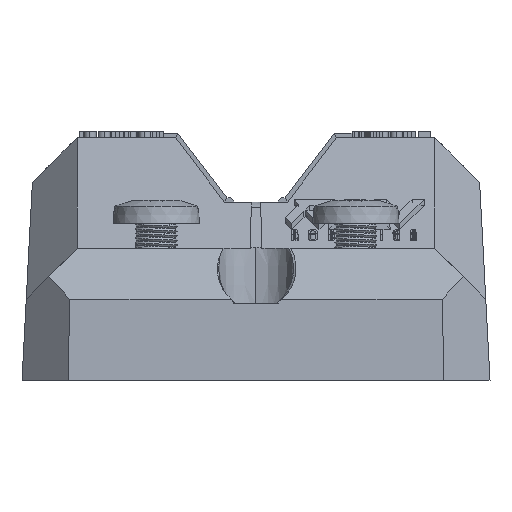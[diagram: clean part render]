
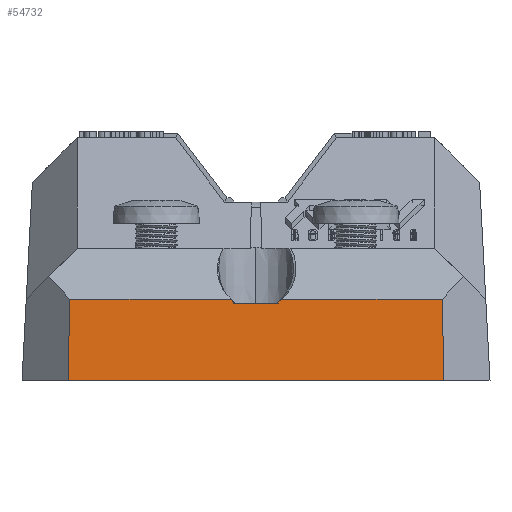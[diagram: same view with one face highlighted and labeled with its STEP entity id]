
A CAD part, left-side view. The second image highlights one B-rep face of the part: STEP entity #54732.
In plain terms, the highlighted face is planar.
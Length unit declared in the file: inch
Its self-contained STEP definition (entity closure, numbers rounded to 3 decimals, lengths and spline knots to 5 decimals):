
#673 = VERTEX_POINT ( 'NONE', #50338 ) ;
#1780 = B_SPLINE_CURVE_WITH_KNOTS ( 'NONE', 3,
 ( #21486, #5699, #26775, #63484 ),
 .UNSPECIFIED., .F., .F.,
 ( 4, 4 ),
 ( 0.00015, 0.00066 ),
 .UNSPECIFIED. ) ;
#1991 = VERTEX_POINT ( 'NONE', #2275 ) ;
#2275 = CARTESIAN_POINT ( 'NONE',  ( -0.60675, 0.13987, -1.78612 ) ) ;
#3533 = EDGE_CURVE ( 'NONE', #36270, #1991, #22400, .T. ) ;
#4735 = CARTESIAN_POINT ( 'NONE',  ( -0.7625, 0.13987, -1.78612 ) ) ;
#5699 = CARTESIAN_POINT ( 'NONE',  ( 0.07089, 0.1304, -1.78662 ) ) ;
#6435 = VERTEX_POINT ( 'NONE', #65079 ) ;
#8275 = VERTEX_POINT ( 'NONE', #36098 ) ;
#10012 = DIRECTION ( 'NONE',  ( 1., 0., 0. ) ) ;
#10179 = EDGE_CURVE ( 'NONE', #8275, #15542, #61395, .T. ) ;
#10773 = DIRECTION ( 'NONE',  ( 0., 0.052, -0.999 ) ) ;
#10990 = ORIENTED_EDGE ( 'NONE', *, *, #10179, .F. ) ;
#12105 = ORIENTED_EDGE ( 'NONE', *, *, #24769, .T. ) ;
#14833 = VECTOR ( 'NONE', #17743, 39.37008 ) ;
#14864 = ORIENTED_EDGE ( 'NONE', *, *, #3533, .T. ) ;
#15542 = VERTEX_POINT ( 'NONE', #66697 ) ;
#15741 = DIRECTION ( 'NONE',  ( 0.022, 0.998, 0.052 ) ) ;
#15968 = CARTESIAN_POINT ( 'NONE',  ( -0.6124, -0.12041, -1.79976 ) ) ;
#16963 = CARTESIAN_POINT ( 'NONE',  ( -0.7625, 0.13987, -1.78612 ) ) ;
#17743 = DIRECTION ( 'NONE',  ( -1., 0., 0. ) ) ;
#18199 = EDGE_LOOP ( 'NONE', ( #55356, #46467, #12105, #25220, #51696, #14864, #65468, #10990 ) ) ;
#20616 = CARTESIAN_POINT ( 'NONE',  ( -0.08378, 0.13987, -1.78612 ) ) ;
#20751 = VECTOR ( 'NONE', #15741, 39.37008 ) ;
#21115 = LINE ( 'NONE', #4735, #33400 ) ;
#21486 = CARTESIAN_POINT ( 'NONE',  ( 0.06585, 0.12599, -1.78685 ) ) ;
#22400 = LINE ( 'NONE', #15968, #20751 ) ;
#24769 = EDGE_CURVE ( 'NONE', #39673, #673, #41840, .T. ) ;
#25220 = ORIENTED_EDGE ( 'NONE', *, *, #43227, .T. ) ;
#26775 = CARTESIAN_POINT ( 'NONE',  ( 0.0757, 0.13505, -1.78637 ) ) ;
#29244 = VERTEX_POINT ( 'NONE', #61400 ) ;
#33400 = VECTOR ( 'NONE', #10012, 39.37008 ) ;
#35180 = DIRECTION ( 'NONE',  ( 0.022, -0.998, -0.052 ) ) ;
#35564 = LINE ( 'NONE', #50936, #44566 ) ;
#36098 = CARTESIAN_POINT ( 'NONE',  ( -0.06496, 0.12599, -1.78685 ) ) ;
#36270 = VERTEX_POINT ( 'NONE', #39433 ) ;
#36377 = PLANE ( 'NONE',  #60480 ) ;
#39433 = CARTESIAN_POINT ( 'NONE',  ( -0.6125, -0.125, -1.8 ) ) ;
#39673 = VERTEX_POINT ( 'NONE', #58238 ) ;
#41080 = FACE_OUTER_BOUND ( 'NONE', #18199, .T. ) ;
#41243 = CARTESIAN_POINT ( 'NONE',  ( -0.07139, 0.13041, -1.78661 ) ) ;
#41840 = LINE ( 'NONE', #16963, #54195 ) ;
#42123 = CARTESIAN_POINT ( 'NONE',  ( -0.7625, -0.125, -1.8 ) ) ;
#43227 = EDGE_CURVE ( 'NONE', #673, #29244, #62973, .T. ) ;
#43304 = DIRECTION ( 'NONE',  ( 1., 0., 0. ) ) ;
#44566 = VECTOR ( 'NONE', #56249, 39.37008 ) ;
#46467 = ORIENTED_EDGE ( 'NONE', *, *, #56822, .T. ) ;
#46719 = CARTESIAN_POINT ( 'NONE',  ( -0.06496, 0.12599, -1.78685 ) ) ;
#47394 = DIRECTION ( 'NONE',  ( 0., 0.999, 0.052 ) ) ;
#48965 = VECTOR ( 'NONE', #35180, 39.37008 ) ;
#49122 = CARTESIAN_POINT ( 'NONE',  ( -0.7625, 0.12599, -1.78685 ) ) ;
#49832 = CARTESIAN_POINT ( 'NONE',  ( 0.6124, -0.12041, -1.79976 ) ) ;
#50338 = CARTESIAN_POINT ( 'NONE',  ( 0.60675, 0.13987, -1.78612 ) ) ;
#50936 = CARTESIAN_POINT ( 'NONE',  ( -0.7625, -0.125, -1.8 ) ) ;
#51420 = EDGE_CURVE ( 'NONE', #1991, #15542, #21115, .T. ) ;
#51696 = ORIENTED_EDGE ( 'NONE', *, *, #59154, .F. ) ;
#52042 = CARTESIAN_POINT ( 'NONE',  ( -0.07763, 0.13508, -1.78637 ) ) ;
#54195 = VECTOR ( 'NONE', #43304, 39.37008 ) ;
#54732 = ADVANCED_FACE ( 'NONE', ( #41080 ), #36377, .T. ) ;
#54995 = LINE ( 'NONE', #49122, #14833 ) ;
#55356 = ORIENTED_EDGE ( 'NONE', *, *, #66453, .F. ) ;
#56249 = DIRECTION ( 'NONE',  ( 1., 0., 0. ) ) ;
#56822 = EDGE_CURVE ( 'NONE', #6435, #39673, #1780, .T. ) ;
#58238 = CARTESIAN_POINT ( 'NONE',  ( 0.08035, 0.13987, -1.78612 ) ) ;
#59154 = EDGE_CURVE ( 'NONE', #36270, #29244, #35564, .T. ) ;
#60480 = AXIS2_PLACEMENT_3D ( 'NONE', #42123, #10773, #47394 ) ;
#61395 = B_SPLINE_CURVE_WITH_KNOTS ( 'NONE', 3,
 ( #46719, #41243, #52042, #20616 ),
 .UNSPECIFIED., .F., .F.,
 ( 4, 4 ),
 ( 0.00006, 0.00066 ),
 .UNSPECIFIED. ) ;
#61400 = CARTESIAN_POINT ( 'NONE',  ( 0.6125, -0.125, -1.8 ) ) ;
#62973 = LINE ( 'NONE', #49832, #48965 ) ;
#63484 = CARTESIAN_POINT ( 'NONE',  ( 0.08035, 0.13987, -1.78612 ) ) ;
#65079 = CARTESIAN_POINT ( 'NONE',  ( 0.06585, 0.12599, -1.78685 ) ) ;
#65468 = ORIENTED_EDGE ( 'NONE', *, *, #51420, .T. ) ;
#66453 = EDGE_CURVE ( 'NONE', #6435, #8275, #54995, .T. ) ;
#66697 = CARTESIAN_POINT ( 'NONE',  ( -0.08378, 0.13987, -1.78612 ) ) ;
